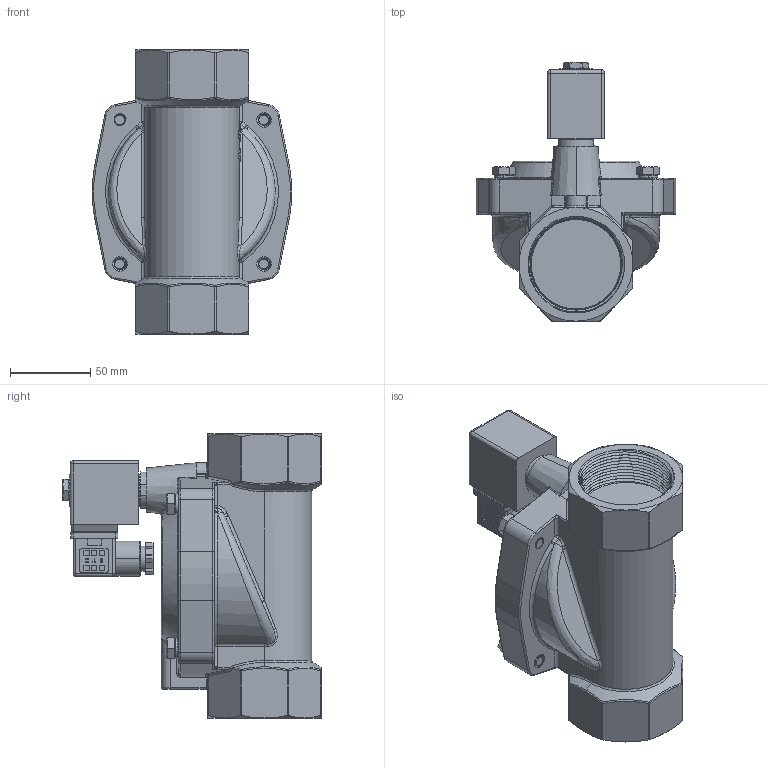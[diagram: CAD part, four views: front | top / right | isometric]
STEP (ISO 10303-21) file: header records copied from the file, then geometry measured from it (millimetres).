
FILE_DESCRIPTION (( 'STEP AP214' ), '1' );
FILE_NAME ('2DS500-2.STEP', '2018-10-03T17:04:01', ( '' ), ( '' ), 'SwSTEP 2.0', 'SolidWorks 2016', '' );
FILE_SCHEMA (( 'AUTOMOTIVE_DESIGN' ));
Length unit declared in the file: millimetre
Products named in the file (1): 2DS500-2
Bounding box: 124.64 x 161.6 x 177.4 mm (x, y, z)
Volume: 1029669.4 mm3; surface area: 133687.4 mm2
Topology: 22 solids, 22 shells, 1767 faces, 4883 edges, 3180 vertices
Faces by surface type: plane 646, cylinder 604, bspline 252, cone 151, torus 74, sphere 40
Entity records: 134792 total; most frequent: CARTESIAN_POINT 74002, ORIENTED_EDGE 9708, DIRECTION 6869, EDGE_CURVE 4854, VERTEX_POINT 3180, AXIS2_PLACEMENT_3D 2326, LINE 2217, VECTOR 2217
